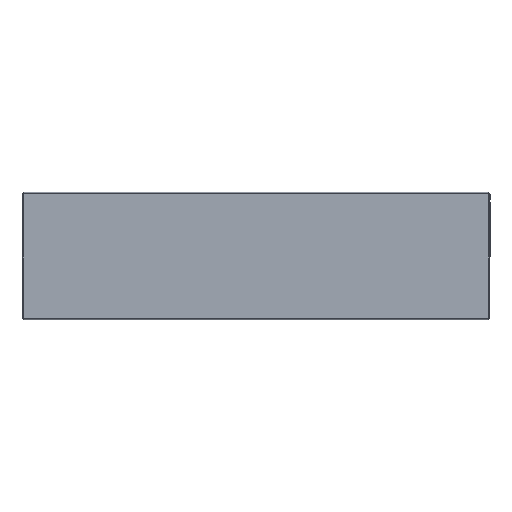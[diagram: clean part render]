
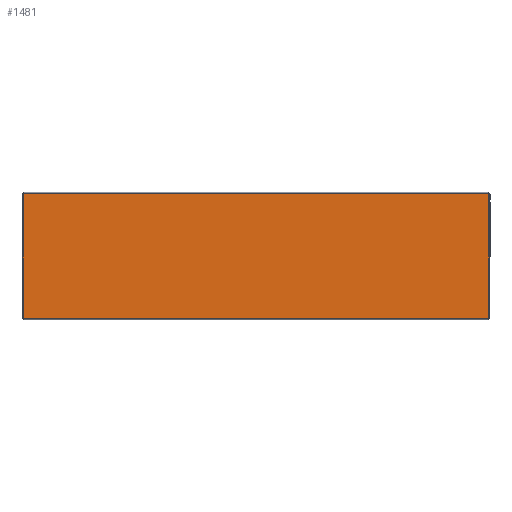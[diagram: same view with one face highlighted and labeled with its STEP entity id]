
A CAD part, top view. The second image highlights one B-rep face of the part: STEP entity #1481.
In plain terms, the highlighted planar face has unit normal (0, 0, 1).
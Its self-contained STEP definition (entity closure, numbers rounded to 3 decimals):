
#29 = EDGE_LOOP ( 'NONE', ( #1503, #917, #866, #542 ) ) ;
#65 = LINE ( 'NONE', #197, #1540 ) ;
#180 = LINE ( 'NONE', #1713, #496 ) ;
#197 = CARTESIAN_POINT ( 'NONE',  ( 450.5, -120.5, 0. ) ) ;
#233 = CARTESIAN_POINT ( 'NONE',  ( 450.5, -120.5, 0. ) ) ;
#252 = DIRECTION ( 'NONE',  ( 0., -1., 0. ) ) ;
#270 = CARTESIAN_POINT ( 'NONE',  ( 450.5, 120.5, 0. ) ) ;
#327 = VERTEX_POINT ( 'NONE', #342 ) ;
#342 = CARTESIAN_POINT ( 'NONE',  ( -450.5, 120.5, 0. ) ) ;
#392 = EDGE_CURVE ( 'NONE', #1532, #436, #500, .T. ) ;
#436 = VERTEX_POINT ( 'NONE', #233 ) ;
#475 = CARTESIAN_POINT ( 'NONE',  ( 0., 0., 0. ) ) ;
#496 = VECTOR ( 'NONE', #252, 1000. ) ;
#500 = LINE ( 'NONE', #760, #1299 ) ;
#542 = ORIENTED_EDGE ( 'NONE', *, *, #786, .T. ) ;
#754 = LINE ( 'NONE', #1732, #985 ) ;
#760 = CARTESIAN_POINT ( 'NONE',  ( 450.5, -120.5, 0. ) ) ;
#786 = EDGE_CURVE ( 'NONE', #1800, #327, #754, .T. ) ;
#866 = ORIENTED_EDGE ( 'NONE', *, *, #1516, .T. ) ;
#885 = PLANE ( 'NONE',  #907 ) ;
#892 = CARTESIAN_POINT ( 'NONE',  ( -450.5, -120.5, 0. ) ) ;
#907 = AXIS2_PLACEMENT_3D ( 'NONE', #475, #1786, #1513 ) ;
#917 = ORIENTED_EDGE ( 'NONE', *, *, #392, .T. ) ;
#980 = FACE_OUTER_BOUND ( 'NONE', #29, .T. ) ;
#985 = VECTOR ( 'NONE', #1132, 1000. ) ;
#1132 = DIRECTION ( 'NONE',  ( -1., 0., 0. ) ) ;
#1188 = EDGE_CURVE ( 'NONE', #327, #1532, #180, .T. ) ;
#1299 = VECTOR ( 'NONE', #1626, 1000. ) ;
#1359 = DIRECTION ( 'NONE',  ( 0., 1., 0. ) ) ;
#1481 = ADVANCED_FACE ( 'NONE', ( #980 ), #885, .T. ) ;
#1503 = ORIENTED_EDGE ( 'NONE', *, *, #1188, .T. ) ;
#1513 = DIRECTION ( 'NONE',  ( 1., 0., 0. ) ) ;
#1516 = EDGE_CURVE ( 'NONE', #436, #1800, #65, .T. ) ;
#1532 = VERTEX_POINT ( 'NONE', #892 ) ;
#1540 = VECTOR ( 'NONE', #1359, 1000. ) ;
#1626 = DIRECTION ( 'NONE',  ( 1., 0., 0. ) ) ;
#1713 = CARTESIAN_POINT ( 'NONE',  ( -450.5, -120.5, 0. ) ) ;
#1732 = CARTESIAN_POINT ( 'NONE',  ( 450.5, 120.5, 0. ) ) ;
#1786 = DIRECTION ( 'NONE',  ( 0., 0., 1. ) ) ;
#1800 = VERTEX_POINT ( 'NONE', #270 ) ;
